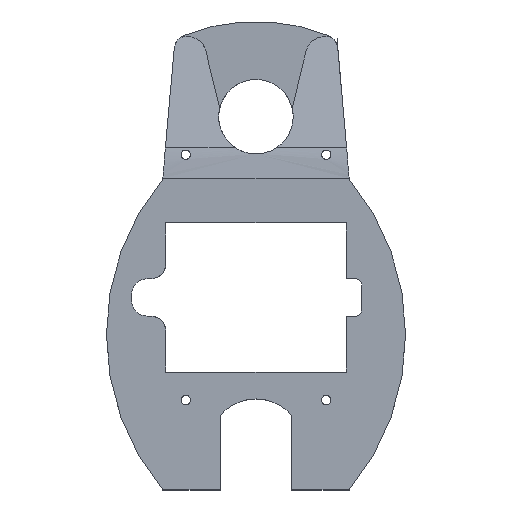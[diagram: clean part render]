
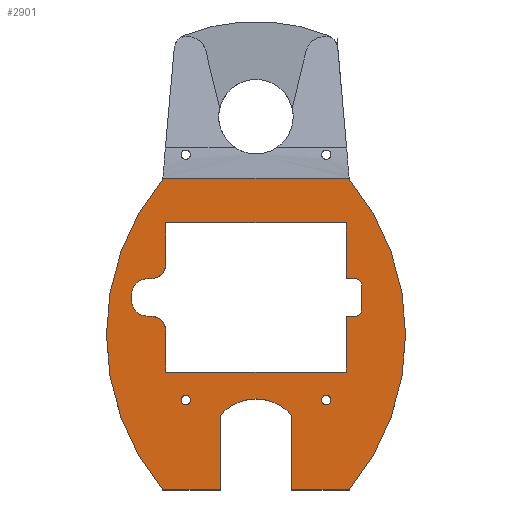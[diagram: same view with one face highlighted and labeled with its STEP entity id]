
A CAD part, top view. The second image highlights one B-rep face of the part: STEP entity #2901.
In plain terms, the highlighted planar face has unit normal (0, 0, 1).
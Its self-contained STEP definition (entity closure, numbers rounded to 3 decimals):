
#52=FACE_BOUND('',#398,.T.);
#53=FACE_BOUND('',#399,.T.);
#54=FACE_BOUND('',#400,.T.);
#111=PLANE('',#3209);
#240=FACE_OUTER_BOUND('',#397,.T.);
#397=EDGE_LOOP('',(#2485,#2486,#2487,#2488,#2489,#2490,#2491,#2492,#2493,
#2494));
#398=EDGE_LOOP('',(#2495,#2496,#2497,#2498,#2499,#2500,#2501,#2502,#2503,
#2504,#2505,#2506,#2507,#2508,#2509,#2510,#2511,#2512));
#399=EDGE_LOOP('',(#2513));
#400=EDGE_LOOP('',(#2514));
#586=LINE('',#4598,#862);
#591=LINE('',#4608,#867);
#644=LINE('',#4778,#920);
#661=LINE('',#4830,#937);
#677=LINE('',#4882,#953);
#679=LINE('',#4969,#955);
#680=LINE('',#4970,#956);
#681=LINE('',#4973,#957);
#682=LINE('',#4977,#958);
#683=LINE('',#4981,#959);
#684=LINE('',#4983,#960);
#685=LINE('',#4985,#961);
#686=LINE('',#4987,#962);
#687=LINE('',#4991,#963);
#688=LINE('',#4995,#964);
#689=LINE('',#4999,#965);
#690=LINE('',#5003,#966);
#691=LINE('',#5005,#967);
#692=LINE('',#5006,#968);
#862=VECTOR('',#3686,10.);
#867=VECTOR('',#3697,10.);
#920=VECTOR('',#3850,10.);
#937=VECTOR('',#3899,10.);
#953=VECTOR('',#3965,10.);
#955=VECTOR('',#3979,10.);
#956=VECTOR('',#3980,10.);
#957=VECTOR('',#3981,10.);
#958=VECTOR('',#3984,10.);
#959=VECTOR('',#3987,10.);
#960=VECTOR('',#3988,10.);
#961=VECTOR('',#3989,10.);
#962=VECTOR('',#3990,10.);
#963=VECTOR('',#3993,10.);
#964=VECTOR('',#3996,10.);
#965=VECTOR('',#3999,10.);
#966=VECTOR('',#4002,10.);
#967=VECTOR('',#4003,10.);
#968=VECTOR('',#4004,10.);
#1089=CIRCLE('',#3112,15.24);
#1117=CIRCLE('',#3208,78.);
#1118=CIRCLE('',#3210,78.);
#1119=CIRCLE('',#3211,2.);
#1120=CIRCLE('',#3212,2.);
#1121=CIRCLE('',#3213,5.);
#1122=CIRCLE('',#3214,5.);
#1123=CIRCLE('',#3215,5.);
#1124=CIRCLE('',#3216,5.);
#1125=CIRCLE('',#3217,1.5);
#1126=CIRCLE('',#3218,1.5);
#1299=VERTEX_POINT('',#4595);
#1300=VERTEX_POINT('',#4597);
#1301=VERTEX_POINT('',#4601);
#1302=VERTEX_POINT('',#4606);
#1358=VERTEX_POINT('',#4775);
#1359=VERTEX_POINT('',#4777);
#1377=VERTEX_POINT('',#4827);
#1378=VERTEX_POINT('',#4829);
#1395=VERTEX_POINT('',#4963);
#1396=VERTEX_POINT('',#4967);
#1397=VERTEX_POINT('',#4971);
#1398=VERTEX_POINT('',#4972);
#1399=VERTEX_POINT('',#4974);
#1400=VERTEX_POINT('',#4976);
#1401=VERTEX_POINT('',#4978);
#1402=VERTEX_POINT('',#4980);
#1403=VERTEX_POINT('',#4982);
#1404=VERTEX_POINT('',#4984);
#1405=VERTEX_POINT('',#4986);
#1406=VERTEX_POINT('',#4988);
#1407=VERTEX_POINT('',#4990);
#1408=VERTEX_POINT('',#4992);
#1409=VERTEX_POINT('',#4994);
#1410=VERTEX_POINT('',#4996);
#1411=VERTEX_POINT('',#4998);
#1412=VERTEX_POINT('',#5000);
#1413=VERTEX_POINT('',#5002);
#1414=VERTEX_POINT('',#5004);
#1415=VERTEX_POINT('',#5007);
#1416=VERTEX_POINT('',#5009);
#1642=EDGE_CURVE('',#1300,#1299,#586,.T.);
#1645=EDGE_CURVE('',#1299,#1301,#1089,.T.);
#1648=EDGE_CURVE('',#1301,#1302,#591,.T.);
#1730=EDGE_CURVE('',#1359,#1358,#644,.T.);
#1755=EDGE_CURVE('',#1378,#1377,#661,.T.);
#1784=EDGE_CURVE('',#1359,#1377,#677,.T.);
#1791=EDGE_CURVE('',#1395,#1378,#1117,.T.);
#1793=EDGE_CURVE('',#1358,#1396,#1118,.T.);
#1794=EDGE_CURVE('',#1396,#1300,#679,.T.);
#1795=EDGE_CURVE('',#1302,#1395,#680,.T.);
#1796=EDGE_CURVE('',#1397,#1398,#681,.T.);
#1797=EDGE_CURVE('',#1398,#1399,#1119,.T.);
#1798=EDGE_CURVE('',#1399,#1400,#682,.T.);
#1799=EDGE_CURVE('',#1400,#1401,#1120,.T.);
#1800=EDGE_CURVE('',#1401,#1402,#683,.T.);
#1801=EDGE_CURVE('',#1402,#1403,#684,.T.);
#1802=EDGE_CURVE('',#1403,#1404,#685,.T.);
#1803=EDGE_CURVE('',#1404,#1405,#686,.T.);
#1804=EDGE_CURVE('',#1405,#1406,#1121,.T.);
#1805=EDGE_CURVE('',#1406,#1407,#687,.T.);
#1806=EDGE_CURVE('',#1407,#1408,#1122,.T.);
#1807=EDGE_CURVE('',#1408,#1409,#688,.T.);
#1808=EDGE_CURVE('',#1409,#1410,#1123,.T.);
#1809=EDGE_CURVE('',#1410,#1411,#689,.T.);
#1810=EDGE_CURVE('',#1411,#1412,#1124,.T.);
#1811=EDGE_CURVE('',#1412,#1413,#690,.T.);
#1812=EDGE_CURVE('',#1413,#1414,#691,.T.);
#1813=EDGE_CURVE('',#1414,#1397,#692,.T.);
#1814=EDGE_CURVE('',#1415,#1415,#1125,.T.);
#1815=EDGE_CURVE('',#1416,#1416,#1126,.T.);
#2485=ORIENTED_EDGE('',*,*,#1793,.T.);
#2486=ORIENTED_EDGE('',*,*,#1794,.T.);
#2487=ORIENTED_EDGE('',*,*,#1642,.T.);
#2488=ORIENTED_EDGE('',*,*,#1645,.T.);
#2489=ORIENTED_EDGE('',*,*,#1648,.T.);
#2490=ORIENTED_EDGE('',*,*,#1795,.T.);
#2491=ORIENTED_EDGE('',*,*,#1791,.T.);
#2492=ORIENTED_EDGE('',*,*,#1755,.T.);
#2493=ORIENTED_EDGE('',*,*,#1784,.F.);
#2494=ORIENTED_EDGE('',*,*,#1730,.T.);
#2495=ORIENTED_EDGE('',*,*,#1796,.T.);
#2496=ORIENTED_EDGE('',*,*,#1797,.T.);
#2497=ORIENTED_EDGE('',*,*,#1798,.T.);
#2498=ORIENTED_EDGE('',*,*,#1799,.T.);
#2499=ORIENTED_EDGE('',*,*,#1800,.T.);
#2500=ORIENTED_EDGE('',*,*,#1801,.T.);
#2501=ORIENTED_EDGE('',*,*,#1802,.T.);
#2502=ORIENTED_EDGE('',*,*,#1803,.T.);
#2503=ORIENTED_EDGE('',*,*,#1804,.T.);
#2504=ORIENTED_EDGE('',*,*,#1805,.T.);
#2505=ORIENTED_EDGE('',*,*,#1806,.T.);
#2506=ORIENTED_EDGE('',*,*,#1807,.T.);
#2507=ORIENTED_EDGE('',*,*,#1808,.T.);
#2508=ORIENTED_EDGE('',*,*,#1809,.T.);
#2509=ORIENTED_EDGE('',*,*,#1810,.T.);
#2510=ORIENTED_EDGE('',*,*,#1811,.T.);
#2511=ORIENTED_EDGE('',*,*,#1812,.T.);
#2512=ORIENTED_EDGE('',*,*,#1813,.T.);
#2513=ORIENTED_EDGE('',*,*,#1814,.T.);
#2514=ORIENTED_EDGE('',*,*,#1815,.T.);
#2901=ADVANCED_FACE('',(#240,#52,#53,#54),#111,.T.);
#3112=AXIS2_PLACEMENT_3D('',#4603,#3691,#3692);
#3208=AXIS2_PLACEMENT_3D('',#4964,#3972,#3973);
#3209=AXIS2_PLACEMENT_3D('',#4966,#3975,#3976);
#3210=AXIS2_PLACEMENT_3D('',#4968,#3977,#3978);
#3211=AXIS2_PLACEMENT_3D('',#4975,#3982,#3983);
#3212=AXIS2_PLACEMENT_3D('',#4979,#3985,#3986);
#3213=AXIS2_PLACEMENT_3D('',#4989,#3991,#3992);
#3214=AXIS2_PLACEMENT_3D('',#4993,#3994,#3995);
#3215=AXIS2_PLACEMENT_3D('',#4997,#3997,#3998);
#3216=AXIS2_PLACEMENT_3D('',#5001,#4000,#4001);
#3217=AXIS2_PLACEMENT_3D('',#5008,#4005,#4006);
#3218=AXIS2_PLACEMENT_3D('',#5010,#4007,#4008);
#3686=DIRECTION('',(0.,1.,0.));
#3691=DIRECTION('center_axis',(0.,0.,-1.));
#3692=DIRECTION('ref_axis',(-0.755,-0.656,0.));
#3697=DIRECTION('',(0.,-1.,0.));
#3850=DIRECTION('',(-0.087,-0.996,0.));
#3899=DIRECTION('',(-0.087,0.996,0.));
#3965=DIRECTION('',(1.,0.,0.));
#3972=DIRECTION('center_axis',(0.,0.,1.));
#3973=DIRECTION('ref_axis',(0.768,-0.641,0.));
#3975=DIRECTION('center_axis',(0.,0.,1.));
#3976=DIRECTION('ref_axis',(1.,0.,0.));
#3977=DIRECTION('center_axis',(0.,0.,1.));
#3978=DIRECTION('ref_axis',(-0.768,0.641,0.));
#3979=DIRECTION('',(1.,0.,0.));
#3980=DIRECTION('',(1.,0.,0.));
#3981=DIRECTION('',(1.,0.,0.));
#3982=DIRECTION('center_axis',(0.,0.,-1.));
#3983=DIRECTION('ref_axis',(1.,0.,0.));
#3984=DIRECTION('',(0.,-1.,0.));
#3985=DIRECTION('center_axis',(0.,0.,-1.));
#3986=DIRECTION('ref_axis',(0.,-1.,0.));
#3987=DIRECTION('',(-1.,0.,0.));
#3988=DIRECTION('',(0.,-1.,0.));
#3989=DIRECTION('',(-1.,0.,0.));
#3990=DIRECTION('',(0.,1.,0.));
#3991=DIRECTION('center_axis',(0.,0.,1.));
#3992=DIRECTION('ref_axis',(-1.,0.,0.));
#3993=DIRECTION('',(-1.,0.,0.));
#3994=DIRECTION('center_axis',(0.,0.,-1.));
#3995=DIRECTION('ref_axis',(-1.,0.,0.));
#3996=DIRECTION('',(0.,1.,0.));
#3997=DIRECTION('center_axis',(0.,0.,-1.));
#3998=DIRECTION('ref_axis',(0.,1.,0.));
#3999=DIRECTION('',(1.,0.,0.));
#4000=DIRECTION('center_axis',(0.,0.,1.));
#4001=DIRECTION('ref_axis',(0.,1.,0.));
#4002=DIRECTION('',(0.,1.,0.));
#4003=DIRECTION('',(1.,0.,0.));
#4004=DIRECTION('',(0.,-1.,0.));
#4005=DIRECTION('center_axis',(0.,0.,-1.));
#4006=DIRECTION('ref_axis',(-1.,0.,0.));
#4007=DIRECTION('center_axis',(0.,0.,-1.));
#4008=DIRECTION('ref_axis',(-1.,0.,0.));
#4595=CARTESIAN_POINT('',(0.,0.,20.));
#4597=CARTESIAN_POINT('',(0.,-24.,20.));
#4598=CARTESIAN_POINT('',(0.,-24.,20.));
#4601=CARTESIAN_POINT('',(23.,0.,20.));
#4603=CARTESIAN_POINT('Origin',(11.5,-10.,20.));
#4606=CARTESIAN_POINT('',(23.,-24.,20.));
#4608=CARTESIAN_POINT('',(23.,0.,20.));
#4775=CARTESIAN_POINT('',(-18.5,76.,20.));
#4777=CARTESIAN_POINT('',(-18.48,76.227,20.));
#4778=CARTESIAN_POINT('',(-18.061,81.,20.));
#4827=CARTESIAN_POINT('',(41.48,76.227,20.));
#4829=CARTESIAN_POINT('',(41.5,76.,20.));
#4830=CARTESIAN_POINT('',(41.5,76.,20.));
#4882=CARTESIAN_POINT('',(11.5,76.227,20.));
#4963=CARTESIAN_POINT('',(41.5,-24.,20.));
#4964=CARTESIAN_POINT('Origin',(-18.367,26.,20.));
#4966=CARTESIAN_POINT('Origin',(11.5,26.,20.));
#4967=CARTESIAN_POINT('',(-18.5,-24.,20.));
#4968=CARTESIAN_POINT('Origin',(41.367,26.,20.));
#4969=CARTESIAN_POINT('',(-18.5,-24.,20.));
#4970=CARTESIAN_POINT('',(23.,-24.,20.));
#4971=CARTESIAN_POINT('',(40.5,43.91,20.));
#4972=CARTESIAN_POINT('',(43.5,43.91,20.));
#4973=CARTESIAN_POINT('',(26.,43.91,20.));
#4974=CARTESIAN_POINT('',(45.5,41.91,20.));
#4975=CARTESIAN_POINT('Origin',(43.5,41.91,20.));
#4976=CARTESIAN_POINT('',(45.5,33.91,20.));
#4977=CARTESIAN_POINT('',(45.5,33.955,20.));
#4978=CARTESIAN_POINT('',(43.5,31.91,20.));
#4979=CARTESIAN_POINT('Origin',(43.5,33.91,20.));
#4980=CARTESIAN_POINT('',(40.5,31.91,20.));
#4981=CARTESIAN_POINT('',(27.5,31.91,20.));
#4982=CARTESIAN_POINT('',(40.5,13.91,20.));
#4983=CARTESIAN_POINT('',(40.5,19.955,20.));
#4984=CARTESIAN_POINT('',(-17.5,13.91,20.));
#4985=CARTESIAN_POINT('',(-3.,13.91,20.));
#4986=CARTESIAN_POINT('',(-17.5,26.91,20.));
#4987=CARTESIAN_POINT('',(-17.5,43.955,20.));
#4988=CARTESIAN_POINT('',(-22.5,31.91,20.));
#4989=CARTESIAN_POINT('Origin',(-22.5,26.91,20.));
#4990=CARTESIAN_POINT('',(-23.5,31.91,20.));
#4991=CARTESIAN_POINT('',(-5.5,31.91,20.));
#4992=CARTESIAN_POINT('',(-28.5,36.91,20.));
#4993=CARTESIAN_POINT('Origin',(-23.5,36.91,20.));
#4994=CARTESIAN_POINT('',(-28.5,38.91,20.));
#4995=CARTESIAN_POINT('',(-28.5,31.455,20.));
#4996=CARTESIAN_POINT('',(-23.5,43.91,20.));
#4997=CARTESIAN_POINT('Origin',(-23.5,38.91,20.));
#4998=CARTESIAN_POINT('',(-22.5,43.91,20.));
#4999=CARTESIAN_POINT('',(-6.,43.91,20.));
#5000=CARTESIAN_POINT('',(-17.5,48.91,20.));
#5001=CARTESIAN_POINT('Origin',(-22.5,48.91,20.));
#5002=CARTESIAN_POINT('',(-17.5,61.91,20.));
#5003=CARTESIAN_POINT('',(-17.5,43.955,20.));
#5004=CARTESIAN_POINT('',(40.5,61.91,20.));
#5005=CARTESIAN_POINT('',(26.,61.91,20.));
#5006=CARTESIAN_POINT('',(40.5,19.955,20.));
#5007=CARTESIAN_POINT('',(35.623,4.91,20.));
#5008=CARTESIAN_POINT('Origin',(34.123,4.91,20.));
#5009=CARTESIAN_POINT('',(-9.62,4.91,20.));
#5010=CARTESIAN_POINT('Origin',(-11.12,4.91,20.));
